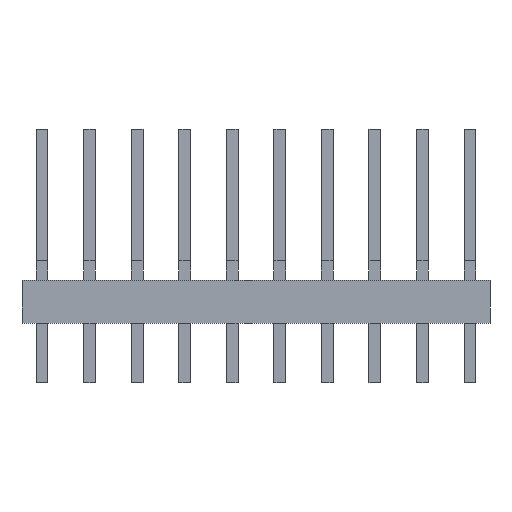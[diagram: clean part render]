
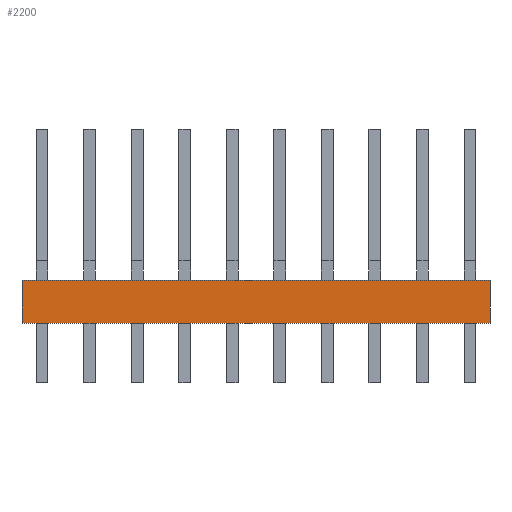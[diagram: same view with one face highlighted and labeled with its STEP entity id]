
A CAD part, front view. The second image highlights one B-rep face of the part: STEP entity #2200.
In plain terms, the highlighted planar face has unit normal (0, -1, 0).
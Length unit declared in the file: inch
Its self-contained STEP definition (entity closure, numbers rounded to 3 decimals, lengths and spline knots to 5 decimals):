
#84=DIRECTION('',(1.,0.,0.));
#85=VECTOR('',#84,0.984);
#86=CARTESIAN_POINT('',(-0.492,-0.046,0.));
#87=LINE('',#86,#85);
#252=DIRECTION('',(0.,0.,-1.));
#253=VECTOR('',#252,0.09);
#254=CARTESIAN_POINT('',(-0.492,-0.046,0.));
#255=LINE('',#254,#253);
#256=DIRECTION('',(0.,0.,-1.));
#257=VECTOR('',#256,0.09);
#258=CARTESIAN_POINT('',(0.492,-0.046,0.));
#259=LINE('',#258,#257);
#268=DIRECTION('',(1.,0.,0.));
#269=VECTOR('',#268,0.984);
#270=CARTESIAN_POINT('',(-0.492,-0.046,-0.09));
#271=LINE('',#270,#269);
#1561=CARTESIAN_POINT('',(-0.492,-0.046,0.));
#1563=VERTEX_POINT('',#1561);
#1564=CARTESIAN_POINT('',(0.492,-0.046,0.));
#1565=VERTEX_POINT('',#1564);
#1569=CARTESIAN_POINT('',(-0.492,-0.046,-0.09));
#1571=VERTEX_POINT('',#1569);
#1572=CARTESIAN_POINT('',(0.492,-0.046,-0.09));
#1573=VERTEX_POINT('',#1572);
#2187=CARTESIAN_POINT('',(-0.492,-0.046,0.));
#2188=DIRECTION('',(0.,-1.,0.));
#2189=DIRECTION('',(1.,0.,0.));
#2190=AXIS2_PLACEMENT_3D('',#2187,#2188,#2189);
#2191=PLANE('',#2190);
#2192=ORIENTED_EDGE('',*,*,#2067,.T.);
#2194=ORIENTED_EDGE('',*,*,#2193,.T.);
#2196=ORIENTED_EDGE('',*,*,#2195,.F.);
#2197=ORIENTED_EDGE('',*,*,#2178,.F.);
#2198=EDGE_LOOP('',(#2192,#2194,#2196,#2197));
#2199=FACE_OUTER_BOUND('',#2198,.F.);
#2200=ADVANCED_FACE('',(#2199),#2191,.T.);
#2067=EDGE_CURVE('',#1563,#1565,#87,.T.);
#2178=EDGE_CURVE('',#1563,#1571,#255,.T.);
#2193=EDGE_CURVE('',#1565,#1573,#259,.T.);
#2195=EDGE_CURVE('',#1571,#1573,#271,.T.);
